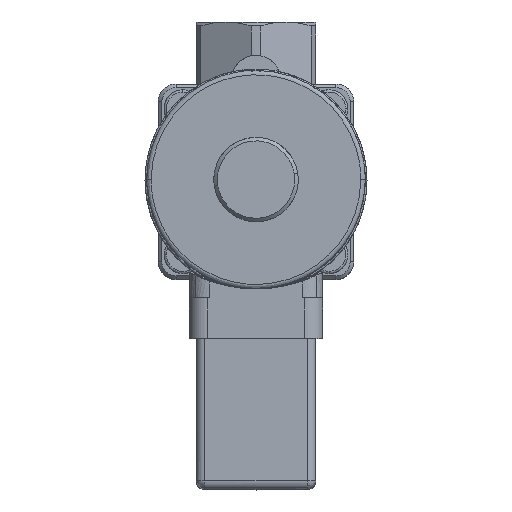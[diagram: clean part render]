
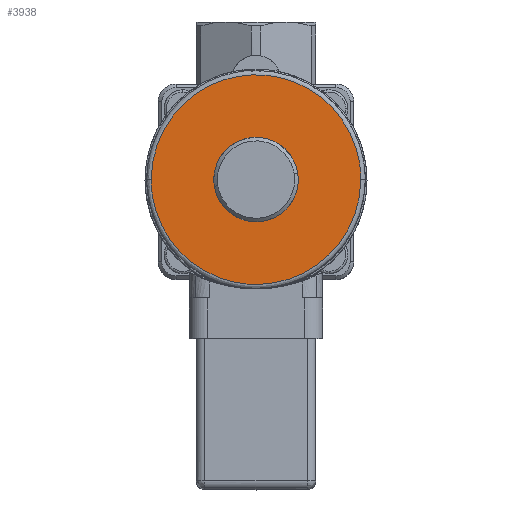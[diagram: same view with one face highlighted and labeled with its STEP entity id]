
A CAD part, top view. The second image highlights one B-rep face of the part: STEP entity #3938.
In plain terms, the highlighted free-form (B-spline) face has degree [1, 1] with [2, 2] control points.
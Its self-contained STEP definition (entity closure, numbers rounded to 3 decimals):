
#3889 = CARTESIAN_POINT ('', (23.6, 0., 306.75));
#3890 = VERTEX_POINT ('', #3889);
#3891 = CARTESIAN_POINT ('', (-23.6, 0., 306.75));
#3892 = VERTEX_POINT ('', #3891);
#3893 = CARTESIAN_POINT ('', (23.6, 0., 306.75));
#3894 = CARTESIAN_POINT ('', (23.6, -23.6, 306.75));
#3895 = CARTESIAN_POINT ('', (0., -23.6, 306.75));
#3896 = CARTESIAN_POINT ('', (-23.6, -23.6, 306.75));
#3897 = CARTESIAN_POINT ('', (-23.6, 0., 306.75));
#3898 = (
   BOUNDED_CURVE ()
   B_SPLINE_CURVE (2, (#3893, #3894, #3895, #3896, #3897), .UNSPECIFIED., .F., .U.)
   B_SPLINE_CURVE_WITH_KNOTS ((3, 2, 3), (90., 180., 270.), .UNSPECIFIED.)
   CURVE ()
   GEOMETRIC_REPRESENTATION_ITEM ()
   RATIONAL_B_SPLINE_CURVE ((1., 0.707, 1., 0.707, 1.))
   REPRESENTATION_ITEM ('')
);
#3899 = EDGE_CURVE ('', #3890, #3892, #3898, .T.);
#3900 = ORIENTED_EDGE ('', *, *, #3899, .F.);
#3901 = CARTESIAN_POINT ('', (-23.6, 0., 306.75));
#3902 = CARTESIAN_POINT ('', (-23.6, 23.6, 306.75));
#3903 = CARTESIAN_POINT ('', (0., 23.6, 306.75));
#3904 = CARTESIAN_POINT ('', (23.6, 23.6, 306.75));
#3905 = CARTESIAN_POINT ('', (23.6, 0., 306.75));
#3906 = (
   BOUNDED_CURVE ()
   B_SPLINE_CURVE (2, (#3901, #3902, #3903, #3904, #3905), .UNSPECIFIED., .F., .U.)
   B_SPLINE_CURVE_WITH_KNOTS ((3, 2, 3), (270., 360., 450.), .UNSPECIFIED.)
   CURVE ()
   GEOMETRIC_REPRESENTATION_ITEM ()
   RATIONAL_B_SPLINE_CURVE ((1., 0.707, 1., 0.707, 1.))
   REPRESENTATION_ITEM ('')
);
#3907 = EDGE_CURVE ('', #3892, #3890, #3906, .T.);
#3908 = ORIENTED_EDGE ('', *, *, #3907, .F.);
#3909 = EDGE_LOOP ('', (#3900, #3908));
#3910 = FACE_OUTER_BOUND ('', #3909, .T.);
#3911 = CARTESIAN_POINT ('', (8.591, 1.37, 306.75));
#3912 = VERTEX_POINT ('', #3911);
#3913 = CARTESIAN_POINT ('', (-8.591, -1.37, 306.75));
#3914 = VERTEX_POINT ('', #3913);
#3915 = CARTESIAN_POINT ('', (8.591, 1.37, 306.75));
#3916 = CARTESIAN_POINT ('', (7.221, 9.962, 306.75));
#3917 = CARTESIAN_POINT ('', (-1.37, 8.591, 306.75));
#3918 = CARTESIAN_POINT ('', (-9.962, 7.221, 306.75));
#3919 = CARTESIAN_POINT ('', (-8.591, -1.37, 306.75));
#3920 = (
   BOUNDED_CURVE ()
   B_SPLINE_CURVE (2, (#3915, #3916, #3917, #3918, #3919), .UNSPECIFIED., .F., .U.)
   B_SPLINE_CURVE_WITH_KNOTS ((3, 2, 3), (180., 270., 360.), .UNSPECIFIED.)
   CURVE ()
   GEOMETRIC_REPRESENTATION_ITEM ()
   RATIONAL_B_SPLINE_CURVE ((1., 0.707, 1., 0.707, 1.))
   REPRESENTATION_ITEM ('')
);
#3921 = EDGE_CURVE ('', #3912, #3914, #3920, .T.);
#3922 = ORIENTED_EDGE ('', *, *, #3921, .F.);
#3923 = CARTESIAN_POINT ('', (-8.591, -1.37, 306.75));
#3924 = CARTESIAN_POINT ('', (-7.221, -9.962, 306.75));
#3925 = CARTESIAN_POINT ('', (1.37, -8.591, 306.75));
#3926 = CARTESIAN_POINT ('', (9.962, -7.221, 306.75));
#3927 = CARTESIAN_POINT ('', (8.591, 1.37, 306.75));
#3928 = (
   BOUNDED_CURVE ()
   B_SPLINE_CURVE (2, (#3923, #3924, #3925, #3926, #3927), .UNSPECIFIED., .F., .U.)
   B_SPLINE_CURVE_WITH_KNOTS ((3, 2, 3), (360., 450., 540.), .UNSPECIFIED.)
   CURVE ()
   GEOMETRIC_REPRESENTATION_ITEM ()
   RATIONAL_B_SPLINE_CURVE ((1., 0.707, 1., 0.707, 1.))
   REPRESENTATION_ITEM ('')
);
#3929 = EDGE_CURVE ('', #3914, #3912, #3928, .T.);
#3930 = ORIENTED_EDGE ('', *, *, #3929, .F.);
#3931 = EDGE_LOOP ('', (#3922, #3930));
#3932 = FACE_BOUND ('', #3931, .T.);
#3933 = CARTESIAN_POINT ('', (-23.6, -23.6, 306.75));
#3934 = CARTESIAN_POINT ('', (-23.6, 23.6, 306.75));
#3935 = CARTESIAN_POINT ('', (23.6, -23.6, 306.75));
#3936 = CARTESIAN_POINT ('', (23.6, 23.6, 306.75));
#3937 = B_SPLINE_SURFACE_WITH_KNOTS ('', 1, 1, ((#3933, #3934), (#3935, #3936)), .UNSPECIFIED., .F., .F., .U., (2, 2), (2, 2), (-23.6, 23.6), (-38.425, 8.775), .UNSPECIFIED.);
#3938 = ADVANCED_FACE ('', (#3910, #3932), #3937, .T.);
